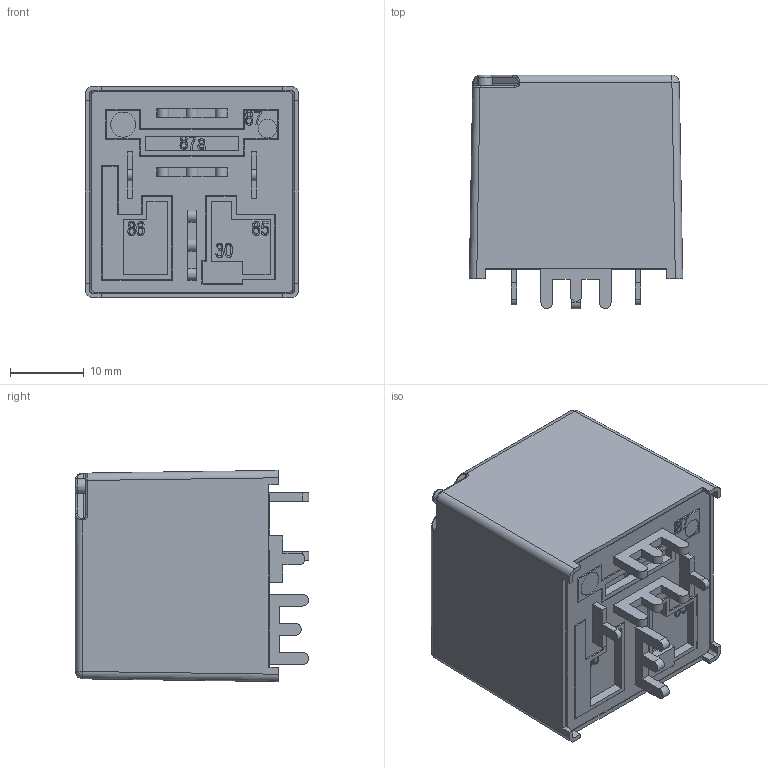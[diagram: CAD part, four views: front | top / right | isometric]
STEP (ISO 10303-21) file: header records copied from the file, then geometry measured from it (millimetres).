
FILE_DESCRIPTION(/* description */ (''),/* implementation_level */ '2;1');
FILE_NAME(/* name */ 'A31CSP_HeavyDuty.stp',/* time_stamp */ '2023-08-28T10:18:28-05:00',/* author */ ('cnher'),/* organization */ (''),/* preprocessor_version */ 'ST-DEVELOPER v19',/* originating_system */ 'Autodesk Inventor 2023',/* authorisation */ '');
FILE_SCHEMA (('AUTOMOTIVE_DESIGN { 1 0 10303 214 3 1 1 }'));
Length unit declared in the file: millimetre
Products named in the file (5): A31C_PCBPin; Base_A31CSQ; Cover; Terminal sm; Terminal lg
Assembly tree (7 placements, depth 2):
  A31C_PCBPin
    Base_A31CSQ
    Cover
    Terminal sm  x2
    Terminal lg  x3
Bounding box: 28.9 x 31.6 x 28.6 mm (x, y, z)
Volume: 3613.5 mm3; surface area: 9656.6 mm2
Topology: 7 solids, 7 shells, 399 faces, 1025 edges, 672 vertices
Faces by surface type: plane 188, bspline 132, cylinder 72, sphere 6, torus 1
Full cylindrical faces by diameter (mm): 0.8 x1, 2 x1, 2.5 x1, 3.4 x1
Entity records: 11905 total; most frequent: CARTESIAN_POINT 3720, ORIENTED_EDGE 1852, DIRECTION 1260, EDGE_CURVE 926, VERTEX_POINT 608, LINE 562, VECTOR 562, EDGE_LOOP 396
